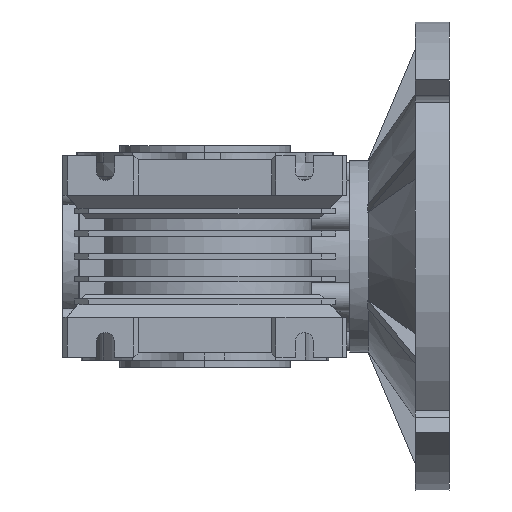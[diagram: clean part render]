
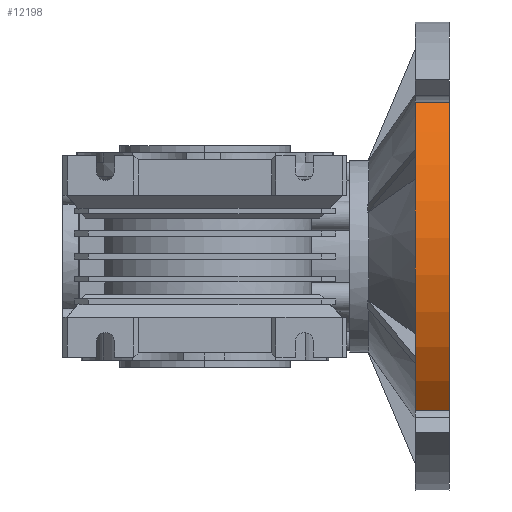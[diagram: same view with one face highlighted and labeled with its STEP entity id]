
A CAD part, front view. The second image highlights one B-rep face of the part: STEP entity #12198.
In plain terms, the highlighted cylindrical face has radius 82.5 mm (diameter 165 mm), a partial arc.
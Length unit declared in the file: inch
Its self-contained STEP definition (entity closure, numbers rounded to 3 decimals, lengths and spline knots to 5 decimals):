
#306 = AXIS2_PLACEMENT_3D ( 'NONE', #10886, #23851, #25546 ) ;
#1493 = DIRECTION ( 'NONE',  ( 1., 0., 0. ) ) ;
#2070 = EDGE_CURVE ( 'NONE', #27515, #26699, #24956, .T. ) ;
#2215 = EDGE_CURVE ( 'NONE', #11750, #15308, #14649, .T. ) ;
#2264 = LINE ( 'NONE', #24354, #24865 ) ;
#3039 = LINE ( 'NONE', #3184, #3733 ) ;
#3098 = CARTESIAN_POINT ( 'NONE',  ( 2.91339, -0.86991, -2.13848 ) ) ;
#3184 = CARTESIAN_POINT ( 'NONE',  ( 3.38583, -0.86991, -2.13848 ) ) ;
#3733 = VECTOR ( 'NONE', #1493, 39.37008 ) ;
#8807 = DIRECTION ( 'NONE',  ( 0., 0., 1. ) ) ;
#8938 = DIRECTION ( 'NONE',  ( -1., 0., 0. ) ) ;
#10338 = DIRECTION ( 'NONE',  ( 0., 0., 1. ) ) ;
#10851 = ORIENTED_EDGE ( 'NONE', *, *, #2215, .T. ) ;
#10886 = CARTESIAN_POINT ( 'NONE',  ( 2.91339, 1.5748, 0. ) ) ;
#11729 = ORIENTED_EDGE ( 'NONE', *, *, #13999, .T. ) ;
#11750 = VERTEX_POINT ( 'NONE', #22830 ) ;
#12198 = ADVANCED_FACE ( 'NONE', ( #24140 ), #17657, .T. ) ;
#12429 = DIRECTION ( 'NONE',  ( -1., 0., 0. ) ) ;
#12782 = AXIS2_PLACEMENT_3D ( 'NONE', #25128, #12429, #10338 ) ;
#13635 = DIRECTION ( 'NONE',  ( -1., 0., 0. ) ) ;
#13999 = EDGE_CURVE ( 'NONE', #26699, #11750, #2264, .T. ) ;
#14251 = CARTESIAN_POINT ( 'NONE',  ( 3.38583, -0.86991, 2.13848 ) ) ;
#14649 = CIRCLE ( 'NONE', #306, 3.24803 ) ;
#15308 = VERTEX_POINT ( 'NONE', #3098 ) ;
#17129 = EDGE_LOOP ( 'NONE', ( #22997, #11729, #10851, #21994 ) ) ;
#17657 = CYLINDRICAL_SURFACE ( 'NONE', #23406, 3.24803 ) ;
#19354 = CARTESIAN_POINT ( 'NONE',  ( 3.38583, 1.5748, 0. ) ) ;
#20216 = CARTESIAN_POINT ( 'NONE',  ( 3.38583, -0.86991, -2.13848 ) ) ;
#21931 = EDGE_CURVE ( 'NONE', #15308, #27515, #3039, .T. ) ;
#21994 = ORIENTED_EDGE ( 'NONE', *, *, #21931, .T. ) ;
#22830 = CARTESIAN_POINT ( 'NONE',  ( 2.91339, -0.86991, 2.13848 ) ) ;
#22997 = ORIENTED_EDGE ( 'NONE', *, *, #2070, .T. ) ;
#23406 = AXIS2_PLACEMENT_3D ( 'NONE', #19354, #8938, #8807 ) ;
#23851 = DIRECTION ( 'NONE',  ( 1., 0., 0. ) ) ;
#24140 = FACE_OUTER_BOUND ( 'NONE', #17129, .T. ) ;
#24354 = CARTESIAN_POINT ( 'NONE',  ( 3.58268, -0.86991, 2.13848 ) ) ;
#24865 = VECTOR ( 'NONE', #13635, 39.37008 ) ;
#24956 = CIRCLE ( 'NONE', #12782, 3.24803 ) ;
#25128 = CARTESIAN_POINT ( 'NONE',  ( 3.38583, 1.5748, 0. ) ) ;
#25546 = DIRECTION ( 'NONE',  ( 0., 0., 1. ) ) ;
#26699 = VERTEX_POINT ( 'NONE', #14251 ) ;
#27515 = VERTEX_POINT ( 'NONE', #20216 ) ;
